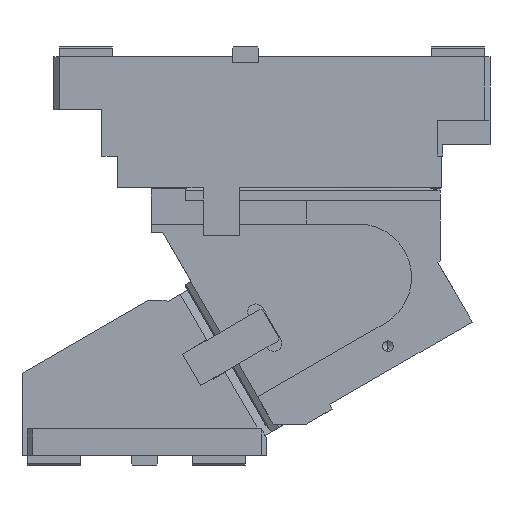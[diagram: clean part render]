
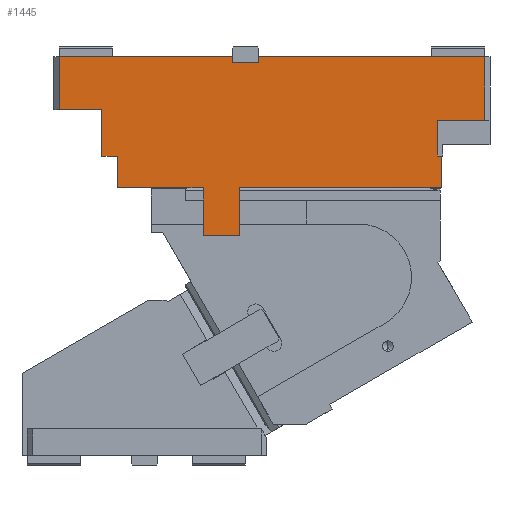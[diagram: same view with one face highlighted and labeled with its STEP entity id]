
A CAD part, front view. The second image highlights one B-rep face of the part: STEP entity #1445.
In plain terms, the highlighted planar face has unit normal (0, -1, 0).
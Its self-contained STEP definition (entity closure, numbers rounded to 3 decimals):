
#689=CARTESIAN_POINT('Vertex',(59.85,-200.,-123.49)) ;
#692=CARTESIAN_POINT('Line Origine',(59.85,-200.,-108.49)) ;
#696=CARTESIAN_POINT('Vertex',(59.85,-200.,-93.49)) ;
#1271=CARTESIAN_POINT('Line Origine',(52.425,-200.,-93.49)) ;
#1275=CARTESIAN_POINT('Vertex',(45.,-200.,-93.49)) ;
#1290=CARTESIAN_POINT('Axis2P3D Location',(0.,-200.,0.)) ;
#1296=CARTESIAN_POINT('Control Point',(364.85,-200.,-123.49)) ;
#1297=CARTESIAN_POINT('Control Point',(174.35,-200.,-123.49)) ;
#1298=CARTESIAN_POINT('Vertex',(174.35,-200.,-123.49)) ;
#1300=CARTESIAN_POINT('Vertex',(364.85,-200.,-123.49)) ;
#1304=CARTESIAN_POINT('Control Point',(364.85,-200.,-93.49)) ;
#1305=CARTESIAN_POINT('Control Point',(364.85,-200.,-123.49)) ;
#1306=CARTESIAN_POINT('Vertex',(364.85,-200.,-93.49)) ;
#1310=CARTESIAN_POINT('Control Point',(360.27,-200.,-93.49)) ;
#1311=CARTESIAN_POINT('Control Point',(364.85,-200.,-93.49)) ;
#1312=CARTESIAN_POINT('Vertex',(360.27,-200.,-93.49)) ;
#1315=CARTESIAN_POINT('Line Origine',(360.27,-200.,-76.795)) ;
#1319=CARTESIAN_POINT('Vertex',(360.27,-200.,-60.1)) ;
#1322=CARTESIAN_POINT('Line Origine',(382.635,-200.,-60.1)) ;
#1326=CARTESIAN_POINT('Vertex',(405.,-200.,-60.1)) ;
#1329=CARTESIAN_POINT('Line Origine',(405.,-200.,-30.05)) ;
#1333=CARTESIAN_POINT('Vertex',(405.,-200.,0.)) ;
#1336=CARTESIAN_POINT('Line Origine',(298.75,-200.,0.)) ;
#1340=CARTESIAN_POINT('Vertex',(192.5,-200.,0.)) ;
#1343=CARTESIAN_POINT('Line Origine',(192.5,-200.,-3.)) ;
#1347=CARTESIAN_POINT('Vertex',(192.5,-200.,-6.)) ;
#1350=CARTESIAN_POINT('Line Origine',(180.,-200.,-6.)) ;
#1354=CARTESIAN_POINT('Vertex',(167.5,-200.,-6.)) ;
#1357=CARTESIAN_POINT('Line Origine',(167.5,-200.,-3.)) ;
#1361=CARTESIAN_POINT('Vertex',(167.5,-200.,0.)) ;
#1364=CARTESIAN_POINT('Line Origine',(86.25,-200.,0.)) ;
#1368=CARTESIAN_POINT('Vertex',(5.,-200.,0.)) ;
#1371=CARTESIAN_POINT('Line Origine',(5.,-200.,-25.)) ;
#1375=CARTESIAN_POINT('Vertex',(5.,-200.,-50.)) ;
#1378=CARTESIAN_POINT('Line Origine',(25.,-200.,-50.)) ;
#1382=CARTESIAN_POINT('Vertex',(45.,-200.,-50.)) ;
#1385=CARTESIAN_POINT('Line Origine',(45.,-200.,-71.745)) ;
#1390=CARTESIAN_POINT('Line Origine',(83.85,-200.,-123.49)) ;
#1394=CARTESIAN_POINT('Vertex',(107.85,-200.,-123.49)) ;
#1398=CARTESIAN_POINT('Control Point',(140.35,-200.,-123.49)) ;
#1399=CARTESIAN_POINT('Control Point',(107.85,-200.,-123.49)) ;
#1400=CARTESIAN_POINT('Vertex',(140.35,-200.,-123.49)) ;
#1403=CARTESIAN_POINT('Line Origine',(140.35,-200.,-145.74)) ;
#1407=CARTESIAN_POINT('Vertex',(140.35,-200.,-167.99)) ;
#1410=CARTESIAN_POINT('Line Origine',(157.35,-200.,-167.99)) ;
#1414=CARTESIAN_POINT('Vertex',(174.35,-200.,-167.99)) ;
#1417=CARTESIAN_POINT('Line Origine',(174.35,-200.,-145.74)) ;
#693=DIRECTION('Vector Direction',(0.,0.,-1.)) ;
#1272=DIRECTION('Vector Direction',(-1.,0.,0.)) ;
#1291=DIRECTION('Axis2P3D Direction',(0.,1.,0.)) ;
#1292=DIRECTION('Axis2P3D XDirection',(0.,0.,1.)) ;
#1316=DIRECTION('Vector Direction',(0.,0.,1.)) ;
#1323=DIRECTION('Vector Direction',(1.,0.,0.)) ;
#1330=DIRECTION('Vector Direction',(0.,0.,1.)) ;
#1337=DIRECTION('Vector Direction',(1.,0.,0.)) ;
#1344=DIRECTION('Vector Direction',(0.,0.,-1.)) ;
#1351=DIRECTION('Vector Direction',(1.,0.,0.)) ;
#1358=DIRECTION('Vector Direction',(0.,0.,1.)) ;
#1365=DIRECTION('Vector Direction',(1.,0.,0.)) ;
#1372=DIRECTION('Vector Direction',(0.,0.,-1.)) ;
#1379=DIRECTION('Vector Direction',(1.,0.,0.)) ;
#1386=DIRECTION('Vector Direction',(0.,0.,-1.)) ;
#1391=DIRECTION('Vector Direction',(1.,0.,0.)) ;
#1404=DIRECTION('Vector Direction',(0.,0.,1.)) ;
#1411=DIRECTION('Vector Direction',(1.,0.,0.)) ;
#1418=DIRECTION('Vector Direction',(0.,0.,1.)) ;
#1293=AXIS2_PLACEMENT_3D('Plane Axis2P3D',#1290,#1291,#1292) ;
#1423=ORIENTED_EDGE('',*,*,#1302,.T.) ;
#1424=ORIENTED_EDGE('',*,*,#1308,.T.) ;
#1425=ORIENTED_EDGE('',*,*,#1314,.T.) ;
#1426=ORIENTED_EDGE('',*,*,#1321,.T.) ;
#1427=ORIENTED_EDGE('',*,*,#1328,.T.) ;
#1428=ORIENTED_EDGE('',*,*,#1335,.T.) ;
#1429=ORIENTED_EDGE('',*,*,#1342,.F.) ;
#1430=ORIENTED_EDGE('',*,*,#1349,.T.) ;
#1431=ORIENTED_EDGE('',*,*,#1356,.F.) ;
#1432=ORIENTED_EDGE('',*,*,#1363,.T.) ;
#1433=ORIENTED_EDGE('',*,*,#1370,.F.) ;
#1434=ORIENTED_EDGE('',*,*,#1377,.T.) ;
#1435=ORIENTED_EDGE('',*,*,#1384,.T.) ;
#1436=ORIENTED_EDGE('',*,*,#1389,.T.) ;
#1437=ORIENTED_EDGE('',*,*,#1277,.F.) ;
#1438=ORIENTED_EDGE('',*,*,#698,.T.) ;
#1439=ORIENTED_EDGE('',*,*,#1396,.T.) ;
#1440=ORIENTED_EDGE('',*,*,#1402,.T.) ;
#1441=ORIENTED_EDGE('',*,*,#1409,.F.) ;
#1442=ORIENTED_EDGE('',*,*,#1416,.T.) ;
#1443=ORIENTED_EDGE('',*,*,#1421,.T.) ;
#694=VECTOR('Line Direction',#693,1.) ;
#1273=VECTOR('Line Direction',#1272,1.) ;
#1317=VECTOR('Line Direction',#1316,1.) ;
#1324=VECTOR('Line Direction',#1323,1.) ;
#1331=VECTOR('Line Direction',#1330,1.) ;
#1338=VECTOR('Line Direction',#1337,1.) ;
#1345=VECTOR('Line Direction',#1344,1.) ;
#1352=VECTOR('Line Direction',#1351,1.) ;
#1359=VECTOR('Line Direction',#1358,1.) ;
#1366=VECTOR('Line Direction',#1365,1.) ;
#1373=VECTOR('Line Direction',#1372,1.) ;
#1380=VECTOR('Line Direction',#1379,1.) ;
#1387=VECTOR('Line Direction',#1386,1.) ;
#1392=VECTOR('Line Direction',#1391,1.) ;
#1405=VECTOR('Line Direction',#1404,1.) ;
#1412=VECTOR('Line Direction',#1411,1.) ;
#1419=VECTOR('Line Direction',#1418,1.) ;
#1445=ADVANCED_FACE('CAM HOLDER',(#1444),#1294,.F.) ;
#1295=B_SPLINE_CURVE_WITH_KNOTS('',1,(#1296,#1297),.UNSPECIFIED.,.F.,.U.,(2,2),(0.,190.5),.UNSPECIFIED.) ;
#1303=B_SPLINE_CURVE_WITH_KNOTS('',1,(#1304,#1305),.UNSPECIFIED.,.F.,.U.,(2,2),(0.,30.),.UNSPECIFIED.) ;
#1309=B_SPLINE_CURVE_WITH_KNOTS('',1,(#1310,#1311),.UNSPECIFIED.,.F.,.U.,(2,2),(300.42,305.),.UNSPECIFIED.) ;
#1397=B_SPLINE_CURVE_WITH_KNOTS('',1,(#1398,#1399),.UNSPECIFIED.,.F.,.U.,(2,2),(224.5,257.),.UNSPECIFIED.) ;
#698=EDGE_CURVE('',#697,#690,#695,.T.) ;
#1277=EDGE_CURVE('',#697,#1276,#1274,.T.) ;
#1302=EDGE_CURVE('',#1299,#1301,#1295,.F.) ;
#1308=EDGE_CURVE('',#1301,#1307,#1303,.F.) ;
#1314=EDGE_CURVE('',#1307,#1313,#1309,.F.) ;
#1321=EDGE_CURVE('',#1313,#1320,#1318,.T.) ;
#1328=EDGE_CURVE('',#1320,#1327,#1325,.T.) ;
#1335=EDGE_CURVE('',#1327,#1334,#1332,.T.) ;
#1342=EDGE_CURVE('',#1341,#1334,#1339,.T.) ;
#1349=EDGE_CURVE('',#1341,#1348,#1346,.T.) ;
#1356=EDGE_CURVE('',#1355,#1348,#1353,.T.) ;
#1363=EDGE_CURVE('',#1355,#1362,#1360,.T.) ;
#1370=EDGE_CURVE('',#1369,#1362,#1367,.T.) ;
#1377=EDGE_CURVE('',#1369,#1376,#1374,.T.) ;
#1384=EDGE_CURVE('',#1376,#1383,#1381,.T.) ;
#1389=EDGE_CURVE('',#1383,#1276,#1388,.T.) ;
#1396=EDGE_CURVE('',#690,#1395,#1393,.T.) ;
#1402=EDGE_CURVE('',#1395,#1401,#1397,.F.) ;
#1409=EDGE_CURVE('',#1408,#1401,#1406,.T.) ;
#1416=EDGE_CURVE('',#1408,#1415,#1413,.T.) ;
#1421=EDGE_CURVE('',#1415,#1299,#1420,.T.) ;
#1422=EDGE_LOOP('',(#1423,#1424,#1425,#1426,#1427,#1428,#1429,#1430,#1431,#1432,#1433,#1434,#1435,#1436,#1437,#1438,#1439,#1440,#1441,#1442,#1443)) ;
#1444=FACE_OUTER_BOUND('',#1422,.T.) ;
#695=LINE('Line',#692,#694) ;
#1274=LINE('Line',#1271,#1273) ;
#1318=LINE('Line',#1315,#1317) ;
#1325=LINE('Line',#1322,#1324) ;
#1332=LINE('Line',#1329,#1331) ;
#1339=LINE('Line',#1336,#1338) ;
#1346=LINE('Line',#1343,#1345) ;
#1353=LINE('Line',#1350,#1352) ;
#1360=LINE('Line',#1357,#1359) ;
#1367=LINE('Line',#1364,#1366) ;
#1374=LINE('Line',#1371,#1373) ;
#1381=LINE('Line',#1378,#1380) ;
#1388=LINE('Line',#1385,#1387) ;
#1393=LINE('Line',#1390,#1392) ;
#1406=LINE('Line',#1403,#1405) ;
#1413=LINE('Line',#1410,#1412) ;
#1420=LINE('Line',#1417,#1419) ;
#1294=PLANE('Plane',#1293) ;
#690=VERTEX_POINT('',#689) ;
#697=VERTEX_POINT('',#696) ;
#1276=VERTEX_POINT('',#1275) ;
#1299=VERTEX_POINT('',#1298) ;
#1301=VERTEX_POINT('',#1300) ;
#1307=VERTEX_POINT('',#1306) ;
#1313=VERTEX_POINT('',#1312) ;
#1320=VERTEX_POINT('',#1319) ;
#1327=VERTEX_POINT('',#1326) ;
#1334=VERTEX_POINT('',#1333) ;
#1341=VERTEX_POINT('',#1340) ;
#1348=VERTEX_POINT('',#1347) ;
#1355=VERTEX_POINT('',#1354) ;
#1362=VERTEX_POINT('',#1361) ;
#1369=VERTEX_POINT('',#1368) ;
#1376=VERTEX_POINT('',#1375) ;
#1383=VERTEX_POINT('',#1382) ;
#1395=VERTEX_POINT('',#1394) ;
#1401=VERTEX_POINT('',#1400) ;
#1408=VERTEX_POINT('',#1407) ;
#1415=VERTEX_POINT('',#1414) ;
